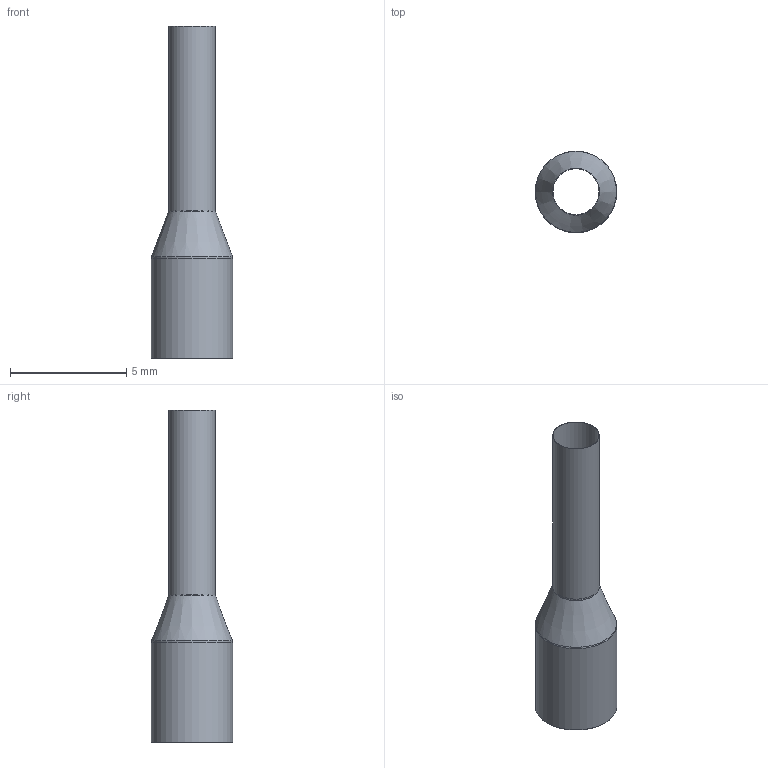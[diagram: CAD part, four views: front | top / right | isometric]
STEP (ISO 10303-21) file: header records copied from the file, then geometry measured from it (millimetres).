
FILE_DESCRIPTION(('FreeCAD Model'),'2;1');
FILE_NAME('Ferrule-Yellow.step', '2017-02-24T14:21:03',(''),(''),'Open CASCADE STEP processor 6.8', 'FreeCAD','Unknown');
FILE_SCHEMA(('AUTOMOTIVE_DESIGN_CC2 { 1 2 10303 214 -1 1 5 4 }'));
Length unit declared in the file: millimetre
Products named in the file (1): Revolve
Bounding box: 3.51 x 3.51 x 14.3 mm (x, y, z)
Surface area: 232.9 mm2 (no closed solid volume)
Topology: 0 solids, 2 shells, 8 faces, 16 edges, 10 vertices
Faces by surface type: cylinder 4, cone 2, plane 2
Full cylindrical faces by diameter (mm): 1.987 x1, 2.013 x1, 3.488 x1, 3.512 x1
Entity records: 475 total; most frequent: CARTESIAN_POINT 75, DIRECTION 70, LINE 30, VECTOR 30, ORIENTED_EDGE 28, PCURVE 28, DEFINITIONAL_REPRESENTATION 28, AXIS2_PLACEMENT_3D 19
